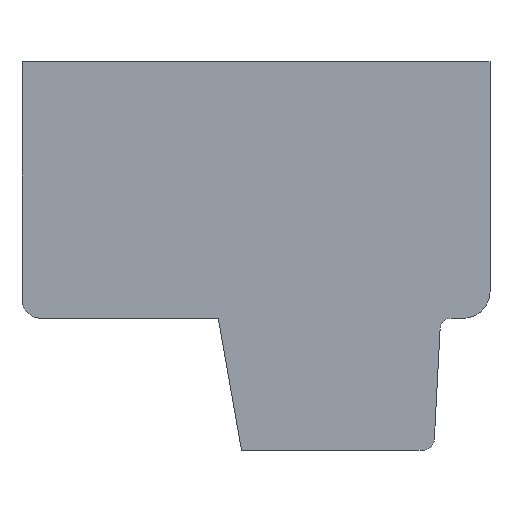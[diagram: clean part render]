
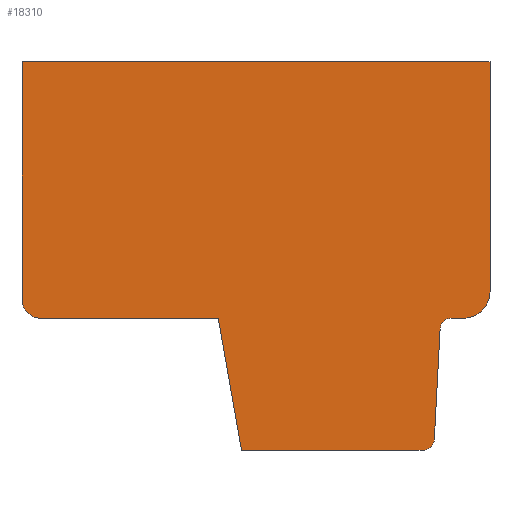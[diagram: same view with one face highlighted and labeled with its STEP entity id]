
A CAD part, front view. The second image highlights one B-rep face of the part: STEP entity #18310.
In plain terms, the highlighted planar face has unit normal (0, -1, 0).
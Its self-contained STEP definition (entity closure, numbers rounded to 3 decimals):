
#1=DIRECTION('',(0.,0.,1.));
#2=VECTOR('',#1,6.3);
#3=CARTESIAN_POINT('',(-6.2,0.,-1.15));
#4=LINE('',#3,#2);
#5=DIRECTION('',(1.,0.,0.));
#6=VECTOR('',#5,12.4);
#7=CARTESIAN_POINT('',(-6.2,0.,5.15));
#8=LINE('',#7,#6);
#9=DIRECTION('',(0.,0.,-1.));
#10=VECTOR('',#9,6.1);
#11=CARTESIAN_POINT('',(6.2,0.,5.15));
#12=LINE('',#11,#10);
#13=CARTESIAN_POINT('',(5.5,0.,-0.95));
#14=DIRECTION('',(0.,1.,0.));
#15=DIRECTION('',(1.,0.,0.));
#16=AXIS2_PLACEMENT_3D('',#13,#14,#15);
#18=DIRECTION('',(-1.,0.,0.));
#19=VECTOR('',#18,0.323);
#20=CARTESIAN_POINT('',(5.5,0.,-1.65));
#21=LINE('',#20,#19);
#22=CARTESIAN_POINT('',(5.177,0.,-1.95));
#23=DIRECTION('',(0.,-1.,0.));
#24=DIRECTION('',(0.,0.,1.));
#25=AXIS2_PLACEMENT_3D('',#22,#23,#24);
#27=DIRECTION('',(-0.052,0.,-0.999));
#28=VECTOR('',#27,2.904);
#29=CARTESIAN_POINT('',(4.877,0.,-1.95));
#30=LINE('',#29,#28);
#31=CARTESIAN_POINT('',(4.425,0.,-4.85));
#32=DIRECTION('',(0.,1.,0.));
#33=DIRECTION('',(1.,0.,0.));
#34=AXIS2_PLACEMENT_3D('',#31,#32,#33);
#36=DIRECTION('',(-1.,0.,0.));
#37=VECTOR('',#36,4.808);
#38=CARTESIAN_POINT('',(4.425,0.,-5.15));
#39=LINE('',#38,#37);
#40=DIRECTION('',(-0.174,0.,0.985));
#41=VECTOR('',#40,3.554);
#42=CARTESIAN_POINT('',(-0.383,0.,-5.15));
#43=LINE('',#42,#41);
#44=DIRECTION('',(-1.,0.,0.));
#45=VECTOR('',#44,4.7);
#46=CARTESIAN_POINT('',(-1.,0.,-1.65));
#47=LINE('',#46,#45);
#48=CARTESIAN_POINT('',(-5.7,0.,-1.15));
#49=DIRECTION('',(0.,1.,0.));
#50=DIRECTION('',(0.,0.,-1.));
#51=AXIS2_PLACEMENT_3D('',#48,#49,#50);
#13907=CARTESIAN_POINT('',(-6.2,0.,-1.15));
#13908=CARTESIAN_POINT('',(-6.2,0.,5.15));
#13909=VERTEX_POINT('',#13907);
#13910=VERTEX_POINT('',#13908);
#13911=CARTESIAN_POINT('',(6.2,0.,5.15));
#13912=VERTEX_POINT('',#13911);
#13913=CARTESIAN_POINT('',(6.2,0.,-0.95));
#13914=VERTEX_POINT('',#13913);
#13915=CARTESIAN_POINT('',(5.5,0.,-1.65));
#13916=VERTEX_POINT('',#13915);
#13917=CARTESIAN_POINT('',(5.177,0.,-1.65));
#13918=VERTEX_POINT('',#13917);
#13919=CARTESIAN_POINT('',(4.877,0.,-1.95));
#13920=VERTEX_POINT('',#13919);
#13921=CARTESIAN_POINT('',(4.725,0.,-4.85));
#13922=VERTEX_POINT('',#13921);
#13923=CARTESIAN_POINT('',(4.425,0.,-5.15));
#13924=VERTEX_POINT('',#13923);
#13925=CARTESIAN_POINT('',(-0.383,0.,-5.15));
#13926=VERTEX_POINT('',#13925);
#13927=CARTESIAN_POINT('',(-1.,0.,-1.65));
#13928=VERTEX_POINT('',#13927);
#13929=CARTESIAN_POINT('',(-5.7,0.,-1.65));
#13930=VERTEX_POINT('',#13929);
#18279=CARTESIAN_POINT('',(0.,0.,0.));
#18280=DIRECTION('',(0.,1.,0.));
#18281=DIRECTION('',(1.,0.,0.));
#18282=AXIS2_PLACEMENT_3D('',#18279,#18280,#18281);
#18283=PLANE('',#18282);
#18285=ORIENTED_EDGE('',*,*,#18284,.T.);
#18287=ORIENTED_EDGE('',*,*,#18286,.T.);
#18289=ORIENTED_EDGE('',*,*,#18288,.T.);
#18291=ORIENTED_EDGE('',*,*,#18290,.T.);
#18293=ORIENTED_EDGE('',*,*,#18292,.T.);
#18295=ORIENTED_EDGE('',*,*,#18294,.T.);
#18297=ORIENTED_EDGE('',*,*,#18296,.T.);
#18299=ORIENTED_EDGE('',*,*,#18298,.T.);
#18301=ORIENTED_EDGE('',*,*,#18300,.T.);
#18303=ORIENTED_EDGE('',*,*,#18302,.T.);
#18305=ORIENTED_EDGE('',*,*,#18304,.T.);
#18307=ORIENTED_EDGE('',*,*,#18306,.T.);
#18308=EDGE_LOOP('',(#18285,#18287,#18289,#18291,#18293,#18295,#18297,#18299,
#18301,#18303,#18305,#18307));
#18309=FACE_OUTER_BOUND('',#18308,.F.);
#18310=ADVANCED_FACE('',(#18309),#18283,.F.);
#17=CIRCLE('',#16,0.7);
#26=CIRCLE('',#25,0.3);
#35=CIRCLE('',#34,0.3);
#52=CIRCLE('',#51,0.5);
#18284=EDGE_CURVE('',#13909,#13910,#4,.T.);
#18286=EDGE_CURVE('',#13910,#13912,#8,.T.);
#18288=EDGE_CURVE('',#13912,#13914,#12,.T.);
#18290=EDGE_CURVE('',#13914,#13916,#17,.T.);
#18292=EDGE_CURVE('',#13916,#13918,#21,.T.);
#18294=EDGE_CURVE('',#13918,#13920,#26,.T.);
#18296=EDGE_CURVE('',#13920,#13922,#30,.T.);
#18298=EDGE_CURVE('',#13922,#13924,#35,.T.);
#18300=EDGE_CURVE('',#13924,#13926,#39,.T.);
#18302=EDGE_CURVE('',#13926,#13928,#43,.T.);
#18304=EDGE_CURVE('',#13928,#13930,#47,.T.);
#18306=EDGE_CURVE('',#13930,#13909,#52,.T.);
